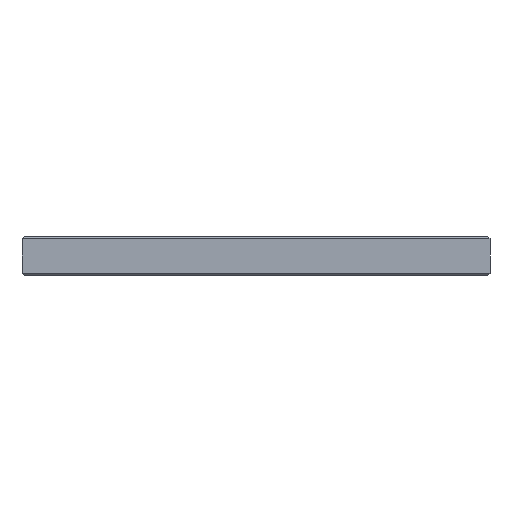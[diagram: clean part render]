
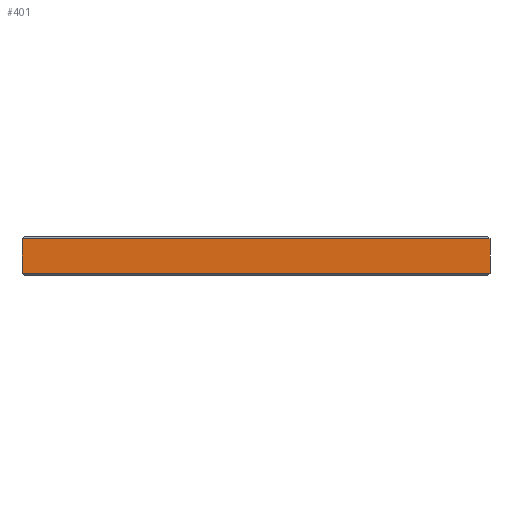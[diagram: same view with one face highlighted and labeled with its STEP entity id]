
A CAD part, left-side view. The second image highlights one B-rep face of the part: STEP entity #401.
In plain terms, the highlighted planar face has unit normal (-1, 0, 0).
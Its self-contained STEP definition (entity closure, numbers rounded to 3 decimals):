
#35=PLANE('',#453);
#57=FACE_OUTER_BOUND('',#79,.T.);
#79=EDGE_LOOP('',(#325,#326,#327,#328));
#124=LINE('',#649,#160);
#125=LINE('',#652,#161);
#126=LINE('',#654,#162);
#127=LINE('',#655,#163);
#160=VECTOR('',#540,10.);
#161=VECTOR('',#543,10.);
#162=VECTOR('',#544,10.);
#163=VECTOR('',#545,10.);
#209=VERTEX_POINT('',#627);
#216=VERTEX_POINT('',#641);
#217=VERTEX_POINT('',#651);
#218=VERTEX_POINT('',#653);
#260=EDGE_CURVE('',#216,#209,#124,.T.);
#261=EDGE_CURVE('',#216,#217,#125,.T.);
#262=EDGE_CURVE('',#218,#217,#126,.T.);
#263=EDGE_CURVE('',#218,#209,#127,.T.);
#325=ORIENTED_EDGE('',*,*,#260,.F.);
#326=ORIENTED_EDGE('',*,*,#261,.T.);
#327=ORIENTED_EDGE('',*,*,#262,.F.);
#328=ORIENTED_EDGE('',*,*,#263,.T.);
#401=ADVANCED_FACE('',(#57),#35,.T.);
#453=AXIS2_PLACEMENT_3D('',#650,#541,#542);
#540=DIRECTION('',(0.,1.,0.));
#541=DIRECTION('center_axis',(-1.,0.,0.));
#542=DIRECTION('ref_axis',(0.,0.,1.));
#543=DIRECTION('',(0.,0.,1.));
#544=DIRECTION('',(0.,-1.,0.));
#545=DIRECTION('',(0.,0.,-1.));
#627=CARTESIAN_POINT('',(-800.,30.,0.3));
#641=CARTESIAN_POINT('',(-800.,-30.,0.3));
#649=CARTESIAN_POINT('',(-800.,15.,0.3));
#650=CARTESIAN_POINT('Origin',(-800.,0.,2.5));
#651=CARTESIAN_POINT('',(-800.,-30.,4.7));
#652=CARTESIAN_POINT('',(-800.,-30.,0.));
#653=CARTESIAN_POINT('',(-800.,30.,4.7));
#654=CARTESIAN_POINT('',(-800.,-15.,4.7));
#655=CARTESIAN_POINT('',(-800.,30.,5.));
